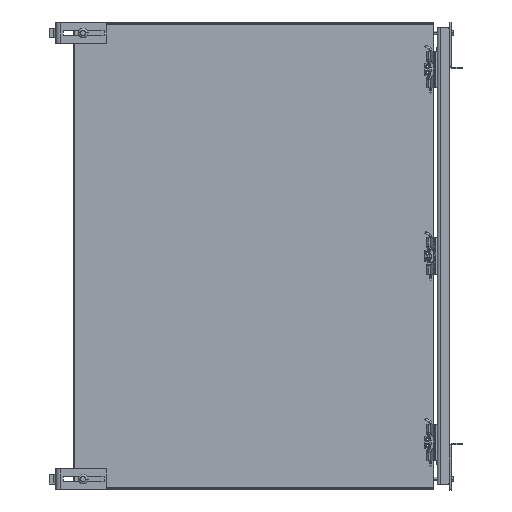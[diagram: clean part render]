
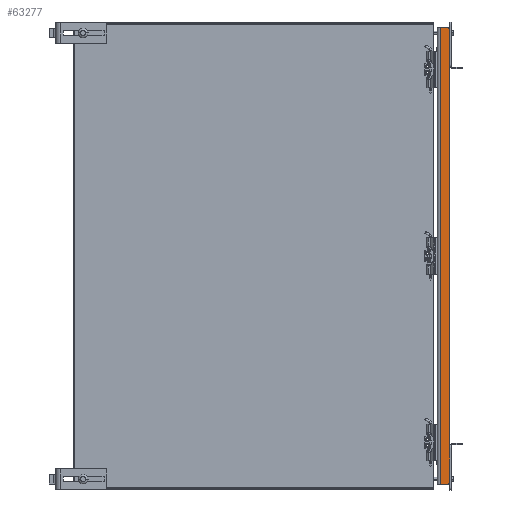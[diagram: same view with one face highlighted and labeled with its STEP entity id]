
A CAD part, front view. The second image highlights one B-rep face of the part: STEP entity #63277.
In plain terms, the highlighted planar face has unit normal (0, -1, 0).
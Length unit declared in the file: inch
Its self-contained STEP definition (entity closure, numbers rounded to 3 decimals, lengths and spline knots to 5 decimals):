
#762 = DIRECTION ( 'NONE',  ( 0., 0., -1. ) ) ;
#1249 = LINE ( 'NONE', #18990, #30014 ) ;
#4630 = CARTESIAN_POINT ( 'NONE',  ( 31.8995, -1.48857, -19.5625 ) ) ;
#4829 = DIRECTION ( 'NONE',  ( 0., -1., 0. ) ) ;
#4904 = CIRCLE ( 'NONE', #68344, 0.25 ) ;
#5722 = FACE_OUTER_BOUND ( 'NONE', #15679, .T. ) ;
#6463 = AXIS2_PLACEMENT_3D ( 'NONE', #55863, #40933, #35266 ) ;
#8184 = LINE ( 'NONE', #35116, #36311 ) ;
#11282 = LINE ( 'NONE', #66631, #15438 ) ;
#11350 = VERTEX_POINT ( 'NONE', #56038 ) ;
#11875 = DIRECTION ( 'NONE',  ( -1., 0., 0. ) ) ;
#13662 = CARTESIAN_POINT ( 'NONE',  ( 31.8995, -1.48857, 19.5625 ) ) ;
#14520 = ORIENTED_EDGE ( 'NONE', *, *, #26057, .T. ) ;
#15438 = VECTOR ( 'NONE', #60215, 39.37008 ) ;
#15445 = VERTEX_POINT ( 'NONE', #60701 ) ;
#15679 = EDGE_LOOP ( 'NONE', ( #45922, #33118, #14520, #30666, #49446, #38495 ) ) ;
#16509 = CARTESIAN_POINT ( 'NONE',  ( 31.8995, -1.48857, 19.5625 ) ) ;
#16740 = CARTESIAN_POINT ( 'NONE',  ( 31.108, -1.48857, -19.5625 ) ) ;
#17555 = LINE ( 'NONE', #16509, #23072 ) ;
#18486 = EDGE_CURVE ( 'NONE', #11350, #15445, #1249, .T. ) ;
#18990 = CARTESIAN_POINT ( 'NONE',  ( 32.1495, -1.48857, -19.3125 ) ) ;
#19194 = DIRECTION ( 'NONE',  ( 1., 0., 0. ) ) ;
#20556 = CARTESIAN_POINT ( 'NONE',  ( 31.3545, -1.48857, 19.5625 ) ) ;
#22420 = EDGE_CURVE ( 'NONE', #49101, #37732, #11282, .T. ) ;
#22885 = EDGE_CURVE ( 'NONE', #46958, #11350, #65371, .T. ) ;
#23072 = VECTOR ( 'NONE', #11875, 39.37008 ) ;
#26057 = EDGE_CURVE ( 'NONE', #37732, #46958, #8184, .T. ) ;
#26454 = DIRECTION ( 'NONE',  ( 1., 0., 0. ) ) ;
#30014 = VECTOR ( 'NONE', #40570, 39.37008 ) ;
#30666 = ORIENTED_EDGE ( 'NONE', *, *, #22885, .T. ) ;
#32302 = DIRECTION ( 'NONE',  ( 0., -1., 0. ) ) ;
#33118 = ORIENTED_EDGE ( 'NONE', *, *, #22420, .T. ) ;
#35116 = CARTESIAN_POINT ( 'NONE',  ( 31.3545, -1.48857, -19.5625 ) ) ;
#35266 = DIRECTION ( 'NONE',  ( 0., 0., -1. ) ) ;
#36311 = VECTOR ( 'NONE', #19194, 39.37008 ) ;
#36742 = VERTEX_POINT ( 'NONE', #13662 ) ;
#37732 = VERTEX_POINT ( 'NONE', #64773 ) ;
#37755 = EDGE_CURVE ( 'NONE', #15445, #36742, #4904, .T. ) ;
#38495 = ORIENTED_EDGE ( 'NONE', *, *, #37755, .T. ) ;
#40570 = DIRECTION ( 'NONE',  ( 0., 0., 1. ) ) ;
#40933 = DIRECTION ( 'NONE',  ( 0., -1., 0. ) ) ;
#45922 = ORIENTED_EDGE ( 'NONE', *, *, #58303, .T. ) ;
#46958 = VERTEX_POINT ( 'NONE', #4630 ) ;
#48240 = AXIS2_PLACEMENT_3D ( 'NONE', #16740, #32302, #762 ) ;
#49101 = VERTEX_POINT ( 'NONE', #20556 ) ;
#49446 = ORIENTED_EDGE ( 'NONE', *, *, #18486, .T. ) ;
#53398 = CARTESIAN_POINT ( 'NONE',  ( 31.8995, -1.48857, 19.3125 ) ) ;
#55863 = CARTESIAN_POINT ( 'NONE',  ( 31.8995, -1.48857, -19.3125 ) ) ;
#56038 = CARTESIAN_POINT ( 'NONE',  ( 32.1495, -1.48857, -19.3125 ) ) ;
#58303 = EDGE_CURVE ( 'NONE', #36742, #49101, #17555, .T. ) ;
#59277 = PLANE ( 'NONE',  #48240 ) ;
#60215 = DIRECTION ( 'NONE',  ( 0., 0., -1. ) ) ;
#60701 = CARTESIAN_POINT ( 'NONE',  ( 32.1495, -1.48857, 19.3125 ) ) ;
#63277 = ADVANCED_FACE ( 'NONE', ( #5722 ), #59277, .T. ) ;
#64773 = CARTESIAN_POINT ( 'NONE',  ( 31.3545, -1.48857, -19.5625 ) ) ;
#65371 = CIRCLE ( 'NONE', #6463, 0.25 ) ;
#66631 = CARTESIAN_POINT ( 'NONE',  ( 31.3545, -1.48857, 19.5625 ) ) ;
#68344 = AXIS2_PLACEMENT_3D ( 'NONE', #53398, #4829, #26454 ) ;
